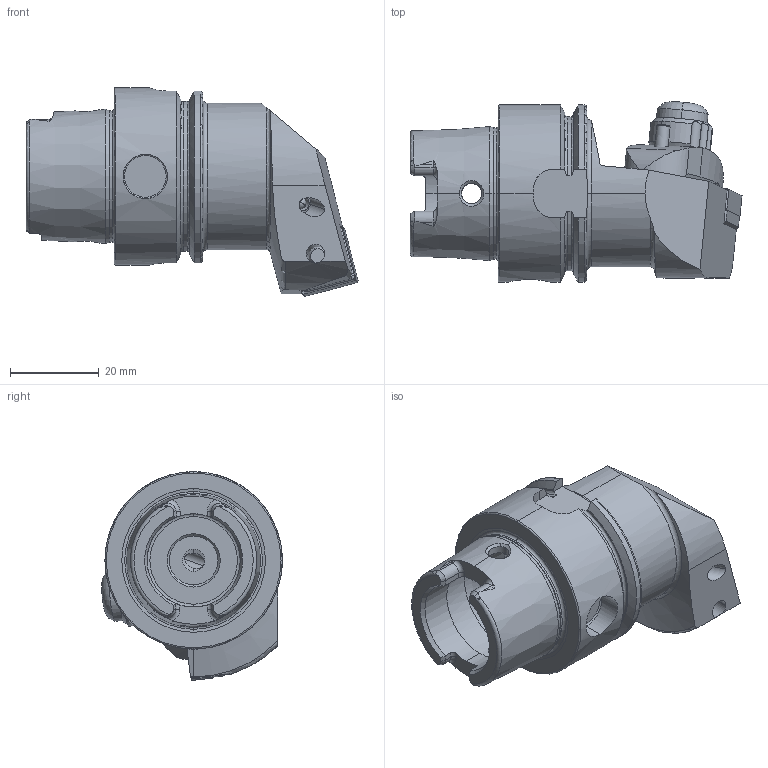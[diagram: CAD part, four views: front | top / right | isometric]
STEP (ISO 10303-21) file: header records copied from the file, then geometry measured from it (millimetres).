
FILE_DESCRIPTION (( 'STEP AP214' ), '1' );
FILE_NAME ('HA4.KSD.RBA.055.STEP', '2024-08-20T11:48:21', ( '' ), ( '' ), 'SwSTEP 2.0', 'SolidWorks 2022', '' );
FILE_SCHEMA (( 'AUTOMOTIVE_DESIGN' ));
Length unit declared in the file: millimetre
Products named in the file (10): ISO 13337 - 3 x 12_PreviewCfg; HA4-KSD.RBA.055_A_Fertigbearbeitung; WCC-ER3.102.024_C; SNMG120404; WCC-ER2.001.010_A; WSD-ER2.101.003_A; HA4.KSD.RBA.055; WCC-ER5.102.012_B; KVT_MB_600_040; WCC-ER4.103.032_A
Assembly tree (9 placements, depth 2):
  HA4.KSD.RBA.055
    HA4-KSD.RBA.055_A_Fertigbearbeitung
    WSD-ER2.101.003_A
    WCC-ER2.001.010_A
    SNMG120404
    WCC-ER3.102.024_C
    WCC-ER5.102.012_B
    WCC-ER4.103.032_A
    ISO 13337 - 3 x 12_PreviewCfg
    KVT_MB_600_040
Bounding box: 74.85 x 40.73 x 47.04 mm (x, y, z)
Volume: 46032.1 mm3; surface area: 18471 mm2
Topology: 10 solids, 10 shells, 464 faces, 1169 edges, 715 vertices
Faces by surface type: cylinder 154, plane 123, cone 109, torus 60, bspline 16, sphere 2
Entity records: 17468 total; most frequent: CARTESIAN_POINT 5067, ORIENTED_EDGE 2304, DIRECTION 2239, EDGE_CURVE 1152, AXIS2_PLACEMENT_3D 899, VERTEX_POINT 712, EDGE_LOOP 492, FACE_OUTER_BOUND 464
